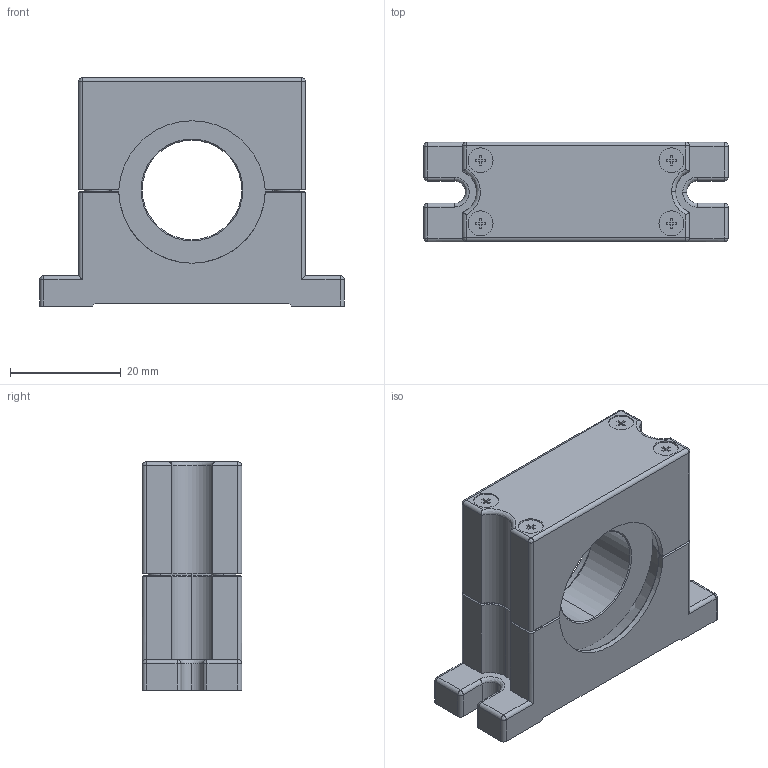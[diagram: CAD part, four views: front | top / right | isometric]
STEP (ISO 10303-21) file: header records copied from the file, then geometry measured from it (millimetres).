
FILE_DESCRIPTION (( 'STEP AP214' ), '1' );
FILE_NAME ('ST02.step', '2018-04-12T21:10:24', ( '' ), ( '' ), 'SwSTEP 2.0', 'SolidWorks 2017', '' );
FILE_SCHEMA (( 'AUTOMOTIVE_DESIGN' ));
Length unit declared in the file: inch
Products named in the file (1): ST02
Bounding box: 55 x 18 x 41.25 mm (x, y, z)
Volume: 22693.2 mm3; surface area: 12145.7 mm2
Topology: 3 solids, 3 shells, 250 faces, 616 edges, 366 vertices
Faces by surface type: plane 110, cylinder 81, cone 35, bspline 24
Entity records: 11227 total; most frequent: CARTESIAN_POINT 2208, DIRECTION 1190, ORIENTED_EDGE 1176, EDGE_CURVE 588, AXIS2_PLACEMENT_3D 413, VERTEX_POINT 366, VECTOR 364, LINE 364
